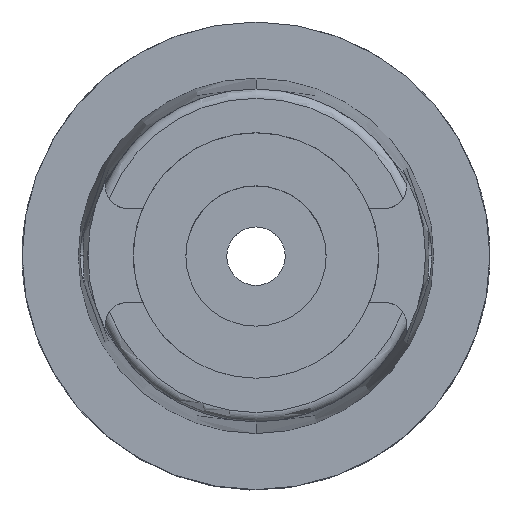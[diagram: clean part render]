
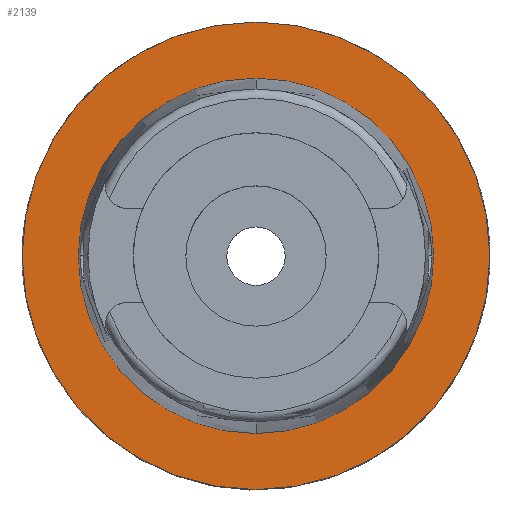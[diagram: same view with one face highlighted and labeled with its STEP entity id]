
A CAD part, top view. The second image highlights one B-rep face of the part: STEP entity #2139.
In plain terms, the highlighted planar face has unit normal (0, 0, 1).
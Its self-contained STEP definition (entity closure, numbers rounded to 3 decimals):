
#556 = CARTESIAN_POINT ( 'NONE',  ( 0., 0., 0. ) ) ;
#865 = CARTESIAN_POINT ( 'NONE',  ( 0., 20., 0. ) ) ;
#972 = CARTESIAN_POINT ( 'NONE',  ( 0., 0., 0. ) ) ;
#1013 = AXIS2_PLACEMENT_3D ( 'NONE', #5401, #3719, #4154 ) ;
#1127 = VERTEX_POINT ( 'NONE', #865 ) ;
#1180 = CIRCLE ( 'NONE', #2180, 15.2 ) ;
#1280 = DIRECTION ( 'NONE',  ( 0., 1., 0. ) ) ;
#1390 = CARTESIAN_POINT ( 'NONE',  ( 0., 0., 0. ) ) ;
#1429 = EDGE_CURVE ( 'NONE', #3198, #1127, #5386, .T. ) ;
#1766 = EDGE_CURVE ( 'NONE', #3079, #2857, #3967, .T. ) ;
#1778 = CARTESIAN_POINT ( 'NONE',  ( 0., 15.2, 0. ) ) ;
#2029 = CARTESIAN_POINT ( 'NONE',  ( 0., -20., 0. ) ) ;
#2113 = DIRECTION ( 'NONE',  ( 0., -1., 0. ) ) ;
#2139 = ADVANCED_FACE ( 'NONE', ( #2300, #2275 ), #4005, .F. ) ;
#2180 = AXIS2_PLACEMENT_3D ( 'NONE', #1390, #2594, #1280 ) ;
#2204 = CARTESIAN_POINT ( 'NONE',  ( 0., 0., 0. ) ) ;
#2225 = ORIENTED_EDGE ( 'NONE', *, *, #1429, .F. ) ;
#2241 = DIRECTION ( 'NONE',  ( 0., 0., -1. ) ) ;
#2275 = FACE_BOUND ( 'NONE', #3029, .T. ) ;
#2300 = FACE_OUTER_BOUND ( 'NONE', #4756, .T. ) ;
#2571 = DIRECTION ( 'NONE',  ( 0., 1., 0. ) ) ;
#2587 = DIRECTION ( 'NONE',  ( 0., 0., -1. ) ) ;
#2594 = DIRECTION ( 'NONE',  ( 0., 0., 1. ) ) ;
#2855 = CARTESIAN_POINT ( 'NONE',  ( 0., -15.2, 0. ) ) ;
#2857 = VERTEX_POINT ( 'NONE', #1778 ) ;
#2883 = AXIS2_PLACEMENT_3D ( 'NONE', #2204, #2587, #4692 ) ;
#2912 = ORIENTED_EDGE ( 'NONE', *, *, #4848, .F. ) ;
#3029 = EDGE_LOOP ( 'NONE', ( #2912, #4263 ) ) ;
#3079 = VERTEX_POINT ( 'NONE', #2855 ) ;
#3198 = VERTEX_POINT ( 'NONE', #2029 ) ;
#3719 = DIRECTION ( 'NONE',  ( 0., 0., 1. ) ) ;
#3967 = CIRCLE ( 'NONE', #1013, 15.2 ) ;
#4005 = PLANE ( 'NONE',  #4431 ) ;
#4154 = DIRECTION ( 'NONE',  ( 0., -1., 0. ) ) ;
#4238 = DIRECTION ( 'NONE',  ( 0., 0., -1. ) ) ;
#4263 = ORIENTED_EDGE ( 'NONE', *, *, #1766, .F. ) ;
#4431 = AXIS2_PLACEMENT_3D ( 'NONE', #556, #4238, #2113 ) ;
#4628 = EDGE_CURVE ( 'NONE', #1127, #3198, #5290, .T. ) ;
#4692 = DIRECTION ( 'NONE',  ( 0., -1., 0. ) ) ;
#4711 = ORIENTED_EDGE ( 'NONE', *, *, #4628, .F. ) ;
#4756 = EDGE_LOOP ( 'NONE', ( #4711, #2225 ) ) ;
#4758 = AXIS2_PLACEMENT_3D ( 'NONE', #972, #2241, #2571 ) ;
#4848 = EDGE_CURVE ( 'NONE', #2857, #3079, #1180, .T. ) ;
#5290 = CIRCLE ( 'NONE', #4758, 20. ) ;
#5386 = CIRCLE ( 'NONE', #2883, 20. ) ;
#5401 = CARTESIAN_POINT ( 'NONE',  ( 0., 0., 0. ) ) ;
